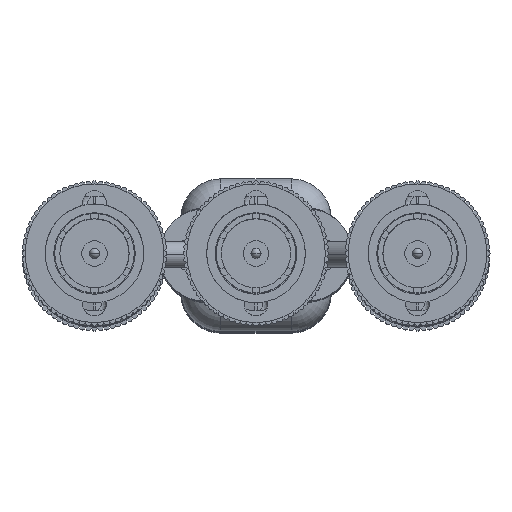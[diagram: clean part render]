
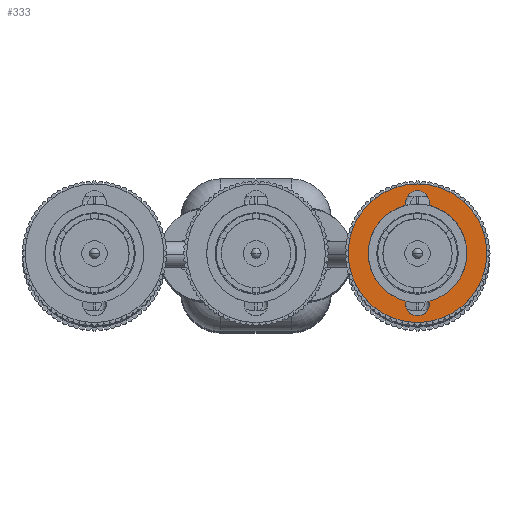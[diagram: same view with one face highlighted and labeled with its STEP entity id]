
A CAD part, top view. The second image highlights one B-rep face of the part: STEP entity #333.
In plain terms, the highlighted planar face has unit normal (0, 0, 1).
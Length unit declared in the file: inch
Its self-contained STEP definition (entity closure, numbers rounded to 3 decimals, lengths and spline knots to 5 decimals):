
#315 = ORIENTED_EDGE ( 'NONE', *, *, #5128, .F. ) ;
#316 = ORIENTED_EDGE ( 'NONE', *, *, #5070, .F. ) ;
#317 = ORIENTED_EDGE ( 'NONE', *, *, #5146, .F. ) ;
#318 = ORIENTED_EDGE ( 'NONE', *, *, #5094, .F. ) ;
#319 = ORIENTED_EDGE ( 'NONE', *, *, #320, .F. ) ;
#320 = EDGE_CURVE ( 'NONE', #5058, #5092, #6667, .T. ) ;
#321 = ORIENTED_EDGE ( 'NONE', *, *, #5057, .F. ) ;
#322 = EDGE_LOOP ( 'NONE', ( #323, #324 ) ) ;
#323 = ORIENTED_EDGE ( 'NONE', *, *, #5567, .T. ) ;
#324 = ORIENTED_EDGE ( 'NONE', *, *, #325, .T. ) ;
#325 = EDGE_CURVE ( 'NONE', #5565, #5568, #6727, .T. ) ;
#333 = ADVANCED_FACE ( 'NONE', ( #6712, #6711 ), #6710, .T. ) ;
#334 = EDGE_LOOP ( 'NONE', ( #335, #337, #338, #339, #315, #316, #317, #318, #319, #321 ) ) ;
#335 = ORIENTED_EDGE ( 'NONE', *, *, #336, .F. ) ;
#336 = EDGE_CURVE ( 'NONE', #5117, #5055, #6705, .T. ) ;
#337 = ORIENTED_EDGE ( 'NONE', *, *, #5116, .F. ) ;
#338 = ORIENTED_EDGE ( 'NONE', *, *, #5170, .F. ) ;
#339 = ORIENTED_EDGE ( 'NONE', *, *, #340, .F. ) ;
#340 = EDGE_CURVE ( 'NONE', #5129, #5111, #6699, .T. ) ;
#5008 = VERTEX_POINT ( 'NONE', #22980 ) ;
#5055 = VERTEX_POINT ( 'NONE', #23112 ) ;
#5057 = EDGE_CURVE ( 'NONE', #5055, #5058, #23111, .T. ) ;
#5058 = VERTEX_POINT ( 'NONE', #23106 ) ;
#5070 = EDGE_CURVE ( 'NONE', #5008, #5071, #23132, .T. ) ;
#5071 = VERTEX_POINT ( 'NONE', #23121 ) ;
#5092 = VERTEX_POINT ( 'NONE', #23191 ) ;
#5094 = EDGE_CURVE ( 'NONE', #5092, #5095, #23190, .T. ) ;
#5095 = VERTEX_POINT ( 'NONE', #23185 ) ;
#5111 = VERTEX_POINT ( 'NONE', #23224 ) ;
#5114 = VERTEX_POINT ( 'NONE', #23274 ) ;
#5116 = EDGE_CURVE ( 'NONE', #5114, #5117, #23273, .T. ) ;
#5117 = VERTEX_POINT ( 'NONE', #23268 ) ;
#5128 = EDGE_CURVE ( 'NONE', #5071, #5129, #23304, .T. ) ;
#5129 = VERTEX_POINT ( 'NONE', #23299 ) ;
#5146 = EDGE_CURVE ( 'NONE', #5095, #5008, #23275, .T. ) ;
#5170 = EDGE_CURVE ( 'NONE', #5111, #5114, #23332, .T. ) ;
#5565 = VERTEX_POINT ( 'NONE', #24188 ) ;
#5567 = EDGE_CURVE ( 'NONE', #5568, #5565, #24187, .T. ) ;
#5568 = VERTEX_POINT ( 'NONE', #24182 ) ;
#6664 = DIRECTION ( 'NONE',  ( 0., 0., 1. ) ) ;
#6665 = CARTESIAN_POINT ( 'NONE',  ( 0., -0.2, 0. ) ) ;
#6666 = AXIS2_PLACEMENT_3D ( 'NONE', #6665, #6664, #6728 ) ;
#6667 = CIRCLE ( 'NONE', #6666, 0.0465 ) ;
#6697 = CARTESIAN_POINT ( 'NONE',  ( 0., 0.2, 0. ) ) ;
#6698 = AXIS2_PLACEMENT_3D ( 'NONE', #6697, #6759, #6758 ) ;
#6699 = CIRCLE ( 'NONE', #6698, 0.0465 ) ;
#6701 = DIRECTION ( 'NONE',  ( 1., 0., 0. ) ) ;
#6702 = DIRECTION ( 'NONE',  ( 0., 0., 1. ) ) ;
#6703 = CARTESIAN_POINT ( 'NONE',  ( 0., 0., 0. ) ) ;
#6704 = AXIS2_PLACEMENT_3D ( 'NONE', #6703, #6702, #6701 ) ;
#6705 = CIRCLE ( 'NONE', #6704, 0.194 ) ;
#6706 = DIRECTION ( 'NONE',  ( 1., 0., 0. ) ) ;
#6707 = DIRECTION ( 'NONE',  ( 0., 0., 1. ) ) ;
#6708 = CARTESIAN_POINT ( 'NONE',  ( 0.2725, 0., 0. ) ) ;
#6709 = AXIS2_PLACEMENT_3D ( 'NONE', #6708, #6707, #6706 ) ;
#6710 = PLANE ( 'NONE',  #6709 ) ;
#6711 = FACE_OUTER_BOUND ( 'NONE', #322, .T. ) ;
#6712 = FACE_BOUND ( 'NONE', #334, .T. ) ;
#6723 = DIRECTION ( 'NONE',  ( 1., 0., 0. ) ) ;
#6724 = DIRECTION ( 'NONE',  ( 0., 0., 1. ) ) ;
#6725 = CARTESIAN_POINT ( 'NONE',  ( 0., 0., 0. ) ) ;
#6726 = AXIS2_PLACEMENT_3D ( 'NONE', #6725, #6724, #6723 ) ;
#6727 = CIRCLE ( 'NONE', #6726, 0.2725 ) ;
#6728 = DIRECTION ( 'NONE',  ( 1., 0., 0. ) ) ;
#6758 = DIRECTION ( 'NONE',  ( -1., 0., 0. ) ) ;
#6759 = DIRECTION ( 'NONE',  ( 0., 0., 1. ) ) ;
#22980 = CARTESIAN_POINT ( 'NONE',  ( 0.0451, -0.18868, 0. ) ) ;
#23106 = CARTESIAN_POINT ( 'NONE',  ( -0.0451, -0.18868, 0. ) ) ;
#23107 = DIRECTION ( 'NONE',  ( 1., 0., 0. ) ) ;
#23108 = DIRECTION ( 'NONE',  ( 0., 0., 1. ) ) ;
#23109 = CARTESIAN_POINT ( 'NONE',  ( 0., 0., 0. ) ) ;
#23110 = AXIS2_PLACEMENT_3D ( 'NONE', #23109, #23108, #23107 ) ;
#23111 = CIRCLE ( 'NONE', #23110, 0.194 ) ;
#23112 = CARTESIAN_POINT ( 'NONE',  ( -0.194, 0., 0. ) ) ;
#23121 = CARTESIAN_POINT ( 'NONE',  ( 0.194, 0., 0. ) ) ;
#23122 = DIRECTION ( 'NONE',  ( 1., 0., 0. ) ) ;
#23123 = DIRECTION ( 'NONE',  ( 0., 0., 1. ) ) ;
#23124 = CARTESIAN_POINT ( 'NONE',  ( 0., 0., 0. ) ) ;
#23125 = AXIS2_PLACEMENT_3D ( 'NONE', #23124, #23123, #23122 ) ;
#23132 = CIRCLE ( 'NONE', #23125, 0.194 ) ;
#23185 = CARTESIAN_POINT ( 'NONE',  ( 0.0465, -0.2, 0. ) ) ;
#23186 = DIRECTION ( 'NONE',  ( 1., 0., 0. ) ) ;
#23187 = DIRECTION ( 'NONE',  ( 0., 0., 1. ) ) ;
#23188 = CARTESIAN_POINT ( 'NONE',  ( 0., -0.2, 0. ) ) ;
#23189 = AXIS2_PLACEMENT_3D ( 'NONE', #23188, #23187, #23186 ) ;
#23190 = CIRCLE ( 'NONE', #23189, 0.0465 ) ;
#23191 = CARTESIAN_POINT ( 'NONE',  ( -0.0465, -0.2, 0. ) ) ;
#23224 = CARTESIAN_POINT ( 'NONE',  ( 0.0465, 0.2, 0. ) ) ;
#23268 = CARTESIAN_POINT ( 'NONE',  ( -0.0451, 0.18868, 0. ) ) ;
#23269 = DIRECTION ( 'NONE',  ( -1., 0., 0. ) ) ;
#23270 = DIRECTION ( 'NONE',  ( 0., 0., 1. ) ) ;
#23271 = CARTESIAN_POINT ( 'NONE',  ( 0., 0.2, 0. ) ) ;
#23272 = AXIS2_PLACEMENT_3D ( 'NONE', #23271, #23270, #23269 ) ;
#23273 = CIRCLE ( 'NONE', #23272, 0.0465 ) ;
#23274 = CARTESIAN_POINT ( 'NONE',  ( -0.0465, 0.2, 0. ) ) ;
#23275 = CIRCLE ( 'NONE', #23326, 0.0465 ) ;
#23299 = CARTESIAN_POINT ( 'NONE',  ( 0.0451, 0.18868, 0. ) ) ;
#23300 = DIRECTION ( 'NONE',  ( 1., 0., 0. ) ) ;
#23301 = DIRECTION ( 'NONE',  ( 0., 0., 1. ) ) ;
#23302 = CARTESIAN_POINT ( 'NONE',  ( 0., 0., 0. ) ) ;
#23303 = AXIS2_PLACEMENT_3D ( 'NONE', #23302, #23301, #23300 ) ;
#23304 = CIRCLE ( 'NONE', #23303, 0.194 ) ;
#23323 = DIRECTION ( 'NONE',  ( 1., 0., 0. ) ) ;
#23324 = DIRECTION ( 'NONE',  ( 0., 0., 1. ) ) ;
#23325 = CARTESIAN_POINT ( 'NONE',  ( 0., -0.2, 0. ) ) ;
#23326 = AXIS2_PLACEMENT_3D ( 'NONE', #23325, #23324, #23323 ) ;
#23332 = CIRCLE ( 'NONE', #23382, 0.0465 ) ;
#23379 = DIRECTION ( 'NONE',  ( -1., 0., 0. ) ) ;
#23380 = DIRECTION ( 'NONE',  ( 0., 0., 1. ) ) ;
#23381 = CARTESIAN_POINT ( 'NONE',  ( 0., 0.2, 0. ) ) ;
#23382 = AXIS2_PLACEMENT_3D ( 'NONE', #23381, #23380, #23379 ) ;
#24182 = CARTESIAN_POINT ( 'NONE',  ( 0.2725, 0., 0. ) ) ;
#24183 = DIRECTION ( 'NONE',  ( 1., 0., 0. ) ) ;
#24184 = DIRECTION ( 'NONE',  ( 0., 0., 1. ) ) ;
#24185 = CARTESIAN_POINT ( 'NONE',  ( 0., 0., 0. ) ) ;
#24186 = AXIS2_PLACEMENT_3D ( 'NONE', #24185, #24184, #24183 ) ;
#24187 = CIRCLE ( 'NONE', #24186, 0.2725 ) ;
#24188 = CARTESIAN_POINT ( 'NONE',  ( -0.2725, 0., 0. ) ) ;
